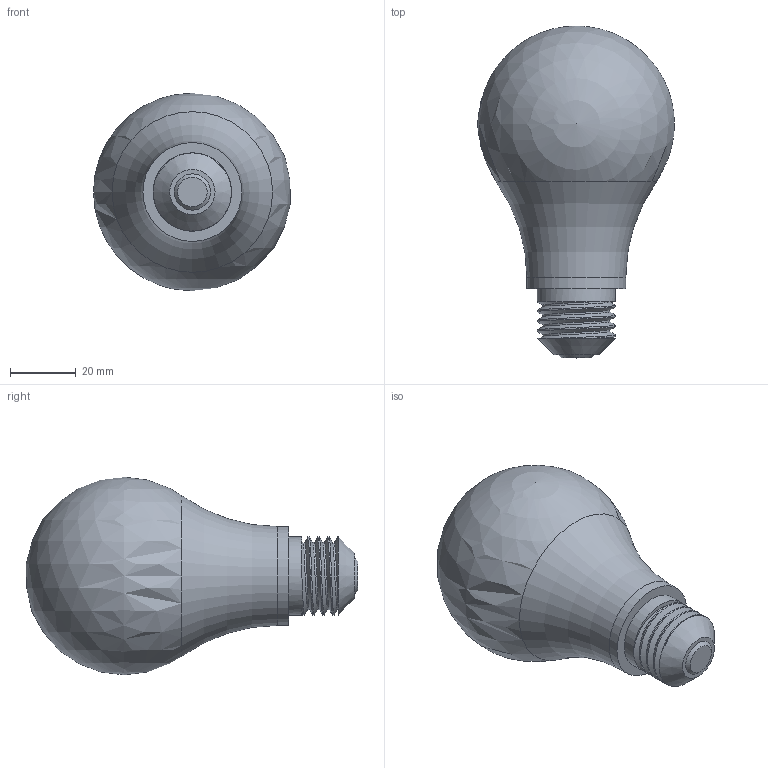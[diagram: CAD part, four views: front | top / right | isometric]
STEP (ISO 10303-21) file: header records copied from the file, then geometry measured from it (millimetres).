
FILE_DESCRIPTION(/* description */ (''),/* implementation_level */ '2;1');
FILE_NAME(/* name */ 'LED Light Bulb.step',/* time_stamp */ '2023-09-18T10:10:05+05:30',/* author */ (''),/* organization */ (''),/* preprocessor_version */ 'ST-DEVELOPER v20',/* originating_system */ 'Autodesk Translation Framework v12.9.0.99',/* authorisation */ '');
FILE_SCHEMA (('AUTOMOTIVE_DESIGN { 1 0 10303 214 3 1 1 }'));
Length unit declared in the file: millimetre
Products named in the file (1): LED Light Bulb
Bounding box: 59.78 x 100.78 x 60 mm (x, y, z)
Volume: 140580.7 mm3; surface area: 16229.1 mm2
Topology: 2 solids, 2 shells, 22 faces, 52 edges, 34 vertices
Faces by surface type: cylinder 10, plane 6, cone 2, bspline 2, torus 1, sphere 1
Full cylindrical faces by diameter (mm): 20.367 x3, 23.755 x3, 30 x1
Entity records: 1962 total; most frequent: CARTESIAN_POINT 1437, ORIENTED_EDGE 100, DIRECTION 87, EDGE_CURVE 50, AXIS2_PLACEMENT_3D 38, VERTEX_POINT 34, EDGE_LOOP 24, B_SPLINE_CURVE_WITH_KNOTS 22
